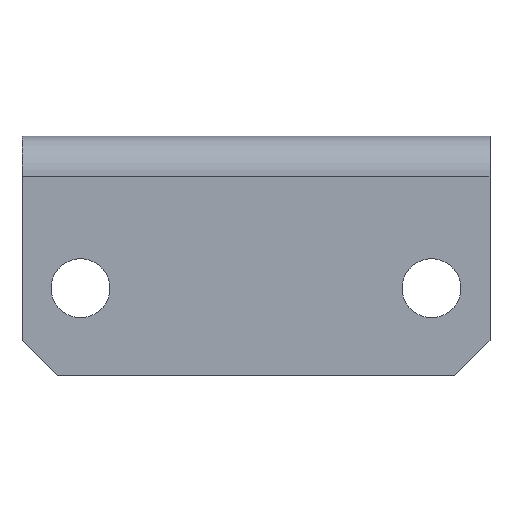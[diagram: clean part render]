
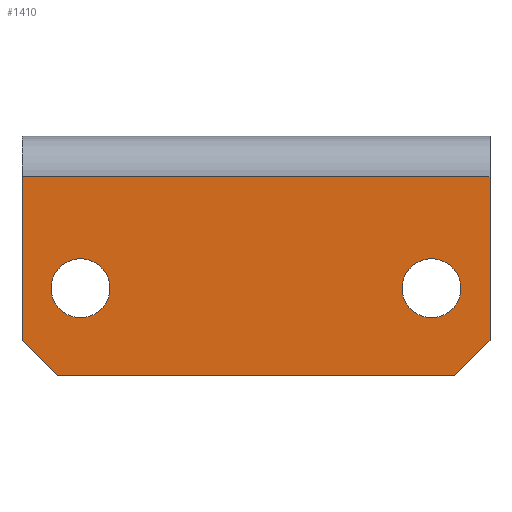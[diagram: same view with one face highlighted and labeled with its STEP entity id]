
A CAD part, front view. The second image highlights one B-rep face of the part: STEP entity #1410.
In plain terms, the highlighted planar face has unit normal (0, -1, 0).
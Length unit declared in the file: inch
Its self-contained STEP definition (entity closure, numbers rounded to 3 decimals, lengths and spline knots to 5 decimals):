
#195 = CIRCLE ( 'NONE', #1501, 0.126 ) ;
#207 = CIRCLE ( 'NONE', #1505, 0.126 ) ;
#248 = VECTOR ( 'NONE', #1191, 39.37008 ) ;
#250 = VECTOR ( 'NONE', #1193, 39.37008 ) ;
#251 = LINE ( 'NONE', #1192, #248 ) ;
#252 = VECTOR ( 'NONE', #1202, 39.37008 ) ;
#253 = LINE ( 'NONE', #1194, #250 ) ;
#255 = LINE ( 'NONE', #1198, #252 ) ;
#257 = CIRCLE ( 'NONE', #1519, 0.126 ) ;
#260 = VECTOR ( 'NONE', #1240, 39.37008 ) ;
#262 = VECTOR ( 'NONE', #1241, 39.37008 ) ;
#263 = CIRCLE ( 'NONE', #1518, 0.126 ) ;
#265 = LINE ( 'NONE', #1244, #262 ) ;
#267 = LINE ( 'NONE', #1249, #260 ) ;
#270 = VECTOR ( 'NONE', #1259, 39.37008 ) ;
#272 = LINE ( 'NONE', #1255, #270 ) ;
#439 = FACE_BOUND ( 'NONE', #821, .T. ) ;
#445 = FACE_BOUND ( 'NONE', #837, .T. ) ;
#623 = ORIENTED_EDGE ( 'NONE', *, *, #1644, .T. ) ;
#624 = ORIENTED_EDGE ( 'NONE', *, *, #1684, .T. ) ;
#625 = ORIENTED_EDGE ( 'NONE', *, *, #1645, .T. ) ;
#626 = ORIENTED_EDGE ( 'NONE', *, *, #1676, .T. ) ;
#627 = ORIENTED_EDGE ( 'NONE', *, *, #1646, .T. ) ;
#628 = ORIENTED_EDGE ( 'NONE', *, *, #1647, .T. ) ;
#629 = ORIENTED_EDGE ( 'NONE', *, *, #1641, .T. ) ;
#630 = ORIENTED_EDGE ( 'NONE', *, *, #1636, .F. ) ;
#631 = ORIENTED_EDGE ( 'NONE', *, *, #1640, .T. ) ;
#632 = ORIENTED_EDGE ( 'NONE', *, *, #1648, .T. ) ;
#674 = VERTEX_POINT ( 'NONE', #1046 ) ;
#675 = VERTEX_POINT ( 'NONE', #1051 ) ;
#682 = VERTEX_POINT ( 'NONE', #917 ) ;
#683 = VERTEX_POINT ( 'NONE', #906 ) ;
#691 = FACE_OUTER_BOUND ( 'NONE', #715, .T. ) ;
#708 = VERTEX_POINT ( 'NONE', #962 ) ;
#714 = VERTEX_POINT ( 'NONE', #966 ) ;
#715 = EDGE_LOOP ( 'NONE', ( #627, #628, #629, #630, #631, #632 ) ) ;
#721 = VERTEX_POINT ( 'NONE', #970 ) ;
#724 = VERTEX_POINT ( 'NONE', #978 ) ;
#725 = VERTEX_POINT ( 'NONE', #977 ) ;
#728 = VERTEX_POINT ( 'NONE', #1205 ) ;
#821 = EDGE_LOOP ( 'NONE', ( #625, #626 ) ) ;
#837 = EDGE_LOOP ( 'NONE', ( #623, #624 ) ) ;
#906 = CARTESIAN_POINT ( 'NONE',  ( -0.75, -1.275, -0.399 ) ) ;
#917 = CARTESIAN_POINT ( 'NONE',  ( -0.75, -1.275, -0.651 ) ) ;
#962 = CARTESIAN_POINT ( 'NONE',  ( 1., -1.275, -0.048 ) ) ;
#966 = CARTESIAN_POINT ( 'NONE',  ( -0.85, -1.275, -0.9 ) ) ;
#970 = CARTESIAN_POINT ( 'NONE',  ( 1., -1.275, -0.75 ) ) ;
#977 = CARTESIAN_POINT ( 'NONE',  ( -1., -1.275, -0.75 ) ) ;
#978 = CARTESIAN_POINT ( 'NONE',  ( -1., -1.275, -0.048 ) ) ;
#992 = DIRECTION ( 'NONE',  ( 0., 0., 1. ) ) ;
#993 = DIRECTION ( 'NONE',  ( 0., 1., 0. ) ) ;
#994 = CARTESIAN_POINT ( 'NONE',  ( 0.75, -1.275, -0.525 ) ) ;
#1034 = PLANE ( 'NONE',  #1591 ) ;
#1046 = CARTESIAN_POINT ( 'NONE',  ( 0.75, -1.275, -0.651 ) ) ;
#1051 = CARTESIAN_POINT ( 'NONE',  ( 0.75, -1.275, -0.399 ) ) ;
#1061 = DIRECTION ( 'NONE',  ( 0., 0., 1. ) ) ;
#1062 = DIRECTION ( 'NONE',  ( 0., 1., 0. ) ) ;
#1064 = CARTESIAN_POINT ( 'NONE',  ( -0.75, -1.275, -0.525 ) ) ;
#1191 = DIRECTION ( 'NONE',  ( 0.707, 0., -0.707 ) ) ;
#1192 = CARTESIAN_POINT ( 'NONE',  ( -0.85, -1.275, -0.9 ) ) ;
#1193 = DIRECTION ( 'NONE',  ( 0.707, 0., 0.707 ) ) ;
#1194 = CARTESIAN_POINT ( 'NONE',  ( 1., -1.275, -0.75 ) ) ;
#1195 = DIRECTION ( 'NONE',  ( 0., 0., 1. ) ) ;
#1196 = DIRECTION ( 'NONE',  ( 0., 1., 0. ) ) ;
#1197 = CARTESIAN_POINT ( 'NONE',  ( -0.75, -1.275, -0.525 ) ) ;
#1198 = CARTESIAN_POINT ( 'NONE',  ( 1., -1.275, -0.9 ) ) ;
#1199 = DIRECTION ( 'NONE',  ( 0., 0., 1. ) ) ;
#1200 = DIRECTION ( 'NONE',  ( 0., 1., 0. ) ) ;
#1201 = CARTESIAN_POINT ( 'NONE',  ( 0.75, -1.275, -0.525 ) ) ;
#1202 = DIRECTION ( 'NONE',  ( 1., 0., 0. ) ) ;
#1204 = DIRECTION ( 'NONE',  ( 0., 0., 1. ) ) ;
#1205 = CARTESIAN_POINT ( 'NONE',  ( 0.85, -1.275, -0.9 ) ) ;
#1214 = DIRECTION ( 'NONE',  ( 0., 1., 0. ) ) ;
#1240 = DIRECTION ( 'NONE',  ( 0., 0., 1. ) ) ;
#1241 = DIRECTION ( 'NONE',  ( 0., 0., -1. ) ) ;
#1244 = CARTESIAN_POINT ( 'NONE',  ( -1., -1.275, -0.9 ) ) ;
#1249 = CARTESIAN_POINT ( 'NONE',  ( 1., -1.275, 0. ) ) ;
#1255 = CARTESIAN_POINT ( 'NONE',  ( 0., -1.275, -0.048 ) ) ;
#1259 = DIRECTION ( 'NONE',  ( 1., 0., 0. ) ) ;
#1405 = CARTESIAN_POINT ( 'NONE',  ( 0., -1.275, 0. ) ) ;
#1410 = ADVANCED_FACE ( 'NONE', ( #445, #439, #691 ), #1034, .F. ) ;
#1501 = AXIS2_PLACEMENT_3D ( 'NONE', #994, #993, #992 ) ;
#1505 = AXIS2_PLACEMENT_3D ( 'NONE', #1064, #1062, #1061 ) ;
#1518 = AXIS2_PLACEMENT_3D ( 'NONE', #1197, #1196, #1195 ) ;
#1519 = AXIS2_PLACEMENT_3D ( 'NONE', #1201, #1200, #1199 ) ;
#1591 = AXIS2_PLACEMENT_3D ( 'NONE', #1405, #1214, #1204 ) ;
#1636 = EDGE_CURVE ( 'NONE', #724, #708, #272, .T. ) ;
#1640 = EDGE_CURVE ( 'NONE', #724, #725, #265, .T. ) ;
#1641 = EDGE_CURVE ( 'NONE', #721, #708, #267, .T. ) ;
#1644 = EDGE_CURVE ( 'NONE', #675, #674, #257, .T. ) ;
#1645 = EDGE_CURVE ( 'NONE', #683, #682, #263, .T. ) ;
#1646 = EDGE_CURVE ( 'NONE', #714, #728, #255, .T. ) ;
#1647 = EDGE_CURVE ( 'NONE', #728, #721, #253, .T. ) ;
#1648 = EDGE_CURVE ( 'NONE', #725, #714, #251, .T. ) ;
#1676 = EDGE_CURVE ( 'NONE', #682, #683, #207, .T. ) ;
#1684 = EDGE_CURVE ( 'NONE', #674, #675, #195, .T. ) ;
